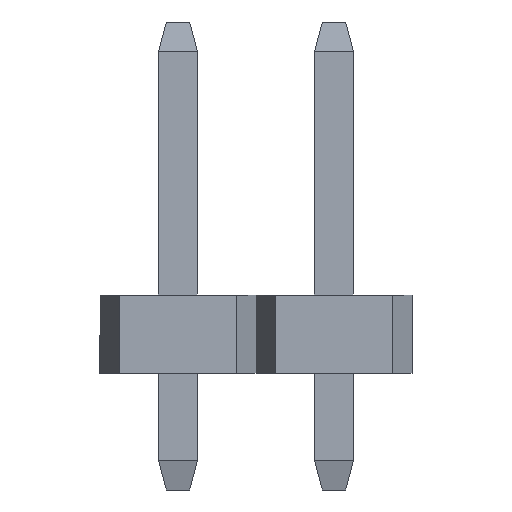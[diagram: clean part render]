
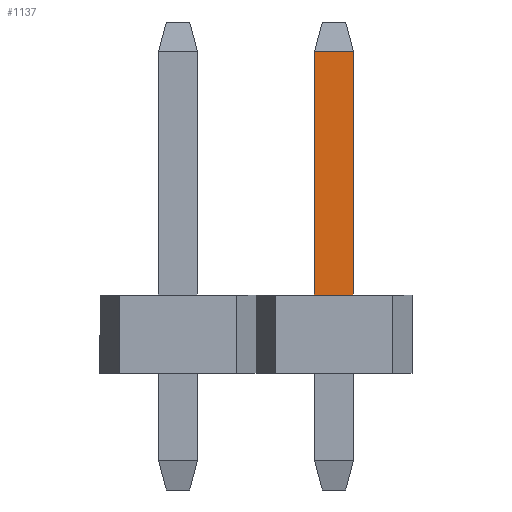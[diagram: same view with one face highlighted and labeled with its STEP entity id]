
A CAD part, front view. The second image highlights one B-rep face of the part: STEP entity #1137.
In plain terms, the highlighted planar face has unit normal (0, -1, 0).
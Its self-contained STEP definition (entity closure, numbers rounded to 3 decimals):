
#4 = DIRECTION ( 'NONE',  ( -1., 0., 0. ) ) ;
#78 = DIRECTION ( 'NONE',  ( 0., 0., -1. ) ) ;
#140 = LINE ( 'NONE', #450, #1028 ) ;
#167 = DIRECTION ( 'NONE',  ( 0., 1., 0. ) ) ;
#242 = VERTEX_POINT ( 'NONE', #991 ) ;
#259 = VECTOR ( 'NONE', #78, 1000. ) ;
#313 = EDGE_LOOP ( 'NONE', ( #1064, #512, #480, #1315 ) ) ;
#367 = CARTESIAN_POINT ( 'NONE',  ( -37.25, -0.25, 1. ) ) ;
#428 = CARTESIAN_POINT ( 'NONE',  ( -37.25, -0.25, 4.5 ) ) ;
#450 = CARTESIAN_POINT ( 'NONE',  ( -37.25, -0.25, 4.127 ) ) ;
#470 = VECTOR ( 'NONE', #604, 1000. ) ;
#480 = ORIENTED_EDGE ( 'NONE', *, *, #1057, .F. ) ;
#503 = EDGE_CURVE ( 'NONE', #728, #746, #1128, .T. ) ;
#512 = ORIENTED_EDGE ( 'NONE', *, *, #628, .T. ) ;
#552 = EDGE_CURVE ( 'NONE', #1103, #728, #140, .T. ) ;
#588 = AXIS2_PLACEMENT_3D ( 'NONE', #1291, #167, #717 ) ;
#604 = DIRECTION ( 'NONE',  ( 0., 0., -1. ) ) ;
#619 = CARTESIAN_POINT ( 'NONE',  ( -36.75, -0.25, 4.5 ) ) ;
#628 = EDGE_CURVE ( 'NONE', #746, #242, #1033, .T. ) ;
#717 = DIRECTION ( 'NONE',  ( 0., 0., 1. ) ) ;
#728 = VERTEX_POINT ( 'NONE', #1292 ) ;
#741 = LINE ( 'NONE', #619, #470 ) ;
#746 = VERTEX_POINT ( 'NONE', #367 ) ;
#936 = CARTESIAN_POINT ( 'NONE',  ( -37.25, -0.25, 1. ) ) ;
#991 = CARTESIAN_POINT ( 'NONE',  ( -36.75, -0.25, 1. ) ) ;
#1028 = VECTOR ( 'NONE', #4, 1000. ) ;
#1033 = LINE ( 'NONE', #936, #1385 ) ;
#1057 = EDGE_CURVE ( 'NONE', #1103, #242, #741, .T. ) ;
#1064 = ORIENTED_EDGE ( 'NONE', *, *, #503, .T. ) ;
#1103 = VERTEX_POINT ( 'NONE', #1189 ) ;
#1128 = LINE ( 'NONE', #428, #259 ) ;
#1137 = ADVANCED_FACE ( 'NONE', ( #1409 ), #1417, .F. ) ;
#1158 = DIRECTION ( 'NONE',  ( 1., 0., 0. ) ) ;
#1189 = CARTESIAN_POINT ( 'NONE',  ( -36.75, -0.25, 4.127 ) ) ;
#1291 = CARTESIAN_POINT ( 'NONE',  ( -37.25, -0.25, 4.5 ) ) ;
#1292 = CARTESIAN_POINT ( 'NONE',  ( -37.25, -0.25, 4.127 ) ) ;
#1315 = ORIENTED_EDGE ( 'NONE', *, *, #552, .T. ) ;
#1385 = VECTOR ( 'NONE', #1158, 1000. ) ;
#1409 = FACE_OUTER_BOUND ( 'NONE', #313, .T. ) ;
#1417 = PLANE ( 'NONE',  #588 ) ;
